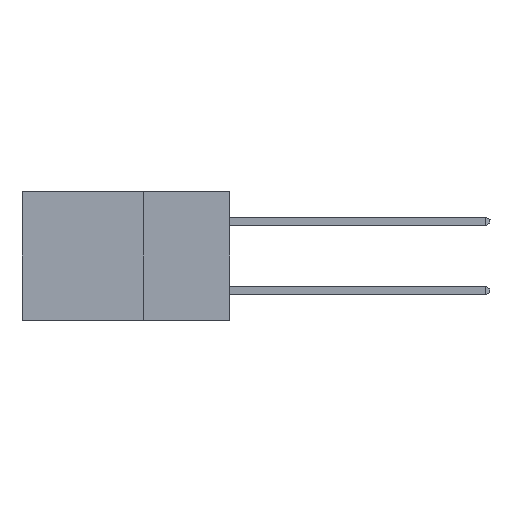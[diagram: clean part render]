
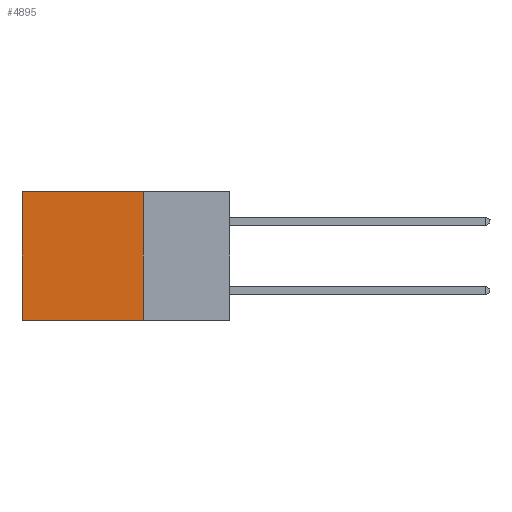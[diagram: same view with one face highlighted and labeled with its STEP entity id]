
A CAD part, left-side view. The second image highlights one B-rep face of the part: STEP entity #4895.
In plain terms, the highlighted planar face has unit normal (-1, 0, 0).
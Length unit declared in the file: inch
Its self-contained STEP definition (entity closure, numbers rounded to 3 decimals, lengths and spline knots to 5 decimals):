
#498 = FACE_OUTER_BOUND ( 'NONE', #7464, .T. ) ;
#1380 = VECTOR ( 'NONE', #25007, 39.37008 ) ;
#1543 = VERTEX_POINT ( 'NONE', #24986 ) ;
#1997 = CARTESIAN_POINT ( 'NONE',  ( 0.298, 0.6, -0.37 ) ) ;
#2320 = VECTOR ( 'NONE', #17784, 39.37008 ) ;
#2796 = CARTESIAN_POINT ( 'NONE',  ( 0.298, 0.25, -0.37 ) ) ;
#3316 = DIRECTION ( 'NONE',  ( 0., 1., 0. ) ) ;
#3328 = DIRECTION ( 'NONE',  ( 1., 0., 0. ) ) ;
#4748 = CARTESIAN_POINT ( 'NONE',  ( 0.298, 0.6, 0. ) ) ;
#4895 = ADVANCED_FACE ( 'NONE', ( #498 ), #19326, .F. ) ;
#4924 = LINE ( 'NONE', #4748, #11427 ) ;
#5437 = EDGE_CURVE ( 'NONE', #1543, #7496, #13680, .T. ) ;
#5677 = LINE ( 'NONE', #17450, #2320 ) ;
#5734 = VERTEX_POINT ( 'NONE', #1997 ) ;
#6362 = LINE ( 'NONE', #25033, #20545 ) ;
#7236 = CARTESIAN_POINT ( 'NONE',  ( 0.298, 0.6, 0. ) ) ;
#7461 = EDGE_CURVE ( 'NONE', #15613, #5734, #4924, .T. ) ;
#7464 = EDGE_LOOP ( 'NONE', ( #10135, #13900, #10223, #21060 ) ) ;
#7496 = VERTEX_POINT ( 'NONE', #2796 ) ;
#8439 = EDGE_CURVE ( 'NONE', #7496, #5734, #5677, .T. ) ;
#10135 = ORIENTED_EDGE ( 'NONE', *, *, #7461, .T. ) ;
#10223 = ORIENTED_EDGE ( 'NONE', *, *, #5437, .F. ) ;
#11427 = VECTOR ( 'NONE', #16669, 39.37008 ) ;
#13323 = DIRECTION ( 'NONE',  ( 0., 0., -1. ) ) ;
#13680 = LINE ( 'NONE', #15343, #1380 ) ;
#13900 = ORIENTED_EDGE ( 'NONE', *, *, #8439, .F. ) ;
#15343 = CARTESIAN_POINT ( 'NONE',  ( 0.298, 0.25, 0. ) ) ;
#15613 = VERTEX_POINT ( 'NONE', #7236 ) ;
#16669 = DIRECTION ( 'NONE',  ( 0., 0., -1. ) ) ;
#17450 = CARTESIAN_POINT ( 'NONE',  ( 0.298, 0.25, -0.37 ) ) ;
#17784 = DIRECTION ( 'NONE',  ( 0., 1., 0. ) ) ;
#18792 = AXIS2_PLACEMENT_3D ( 'NONE', #19163, #3328, #13323 ) ;
#19163 = CARTESIAN_POINT ( 'NONE',  ( 0.298, 0.25, 0. ) ) ;
#19326 = PLANE ( 'NONE',  #18792 ) ;
#20545 = VECTOR ( 'NONE', #3316, 39.37008 ) ;
#21060 = ORIENTED_EDGE ( 'NONE', *, *, #23124, .T. ) ;
#23124 = EDGE_CURVE ( 'NONE', #1543, #15613, #6362, .T. ) ;
#24986 = CARTESIAN_POINT ( 'NONE',  ( 0.298, 0.25, 0. ) ) ;
#25007 = DIRECTION ( 'NONE',  ( 0., 0., -1. ) ) ;
#25033 = CARTESIAN_POINT ( 'NONE',  ( 0.298, 0.25, 0. ) ) ;
